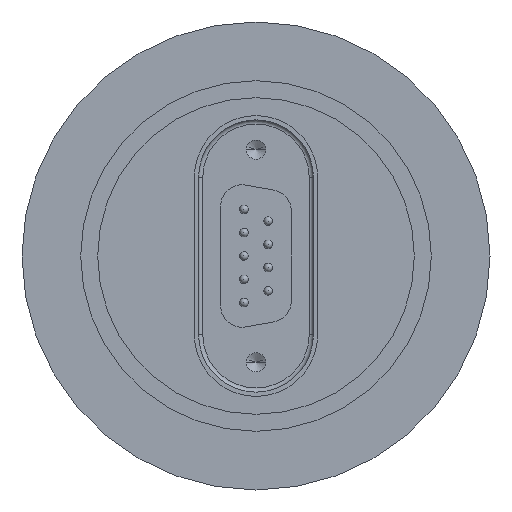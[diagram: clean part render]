
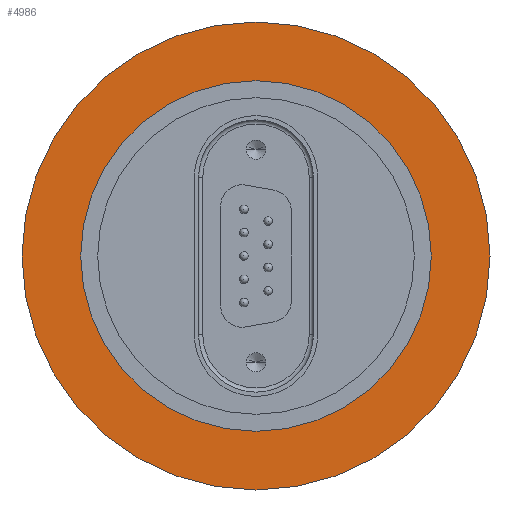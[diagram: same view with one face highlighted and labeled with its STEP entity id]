
A CAD part, left-side view. The second image highlights one B-rep face of the part: STEP entity #4986.
In plain terms, the highlighted planar face has unit normal (-1, 0, 0).
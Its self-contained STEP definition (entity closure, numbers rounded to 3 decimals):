
#175 = CIRCLE ( 'NONE', #8372, 27.5 ) ;
#690 = CARTESIAN_POINT ( 'NONE',  ( 0., 0., -20.6 ) ) ;
#952 = CARTESIAN_POINT ( 'NONE',  ( 0., 0., 0. ) ) ;
#1330 = ORIENTED_EDGE ( 'NONE', *, *, #9138, .F. ) ;
#1368 = VERTEX_POINT ( 'NONE', #690 ) ;
#1662 = CARTESIAN_POINT ( 'NONE',  ( 0., 0., 0. ) ) ;
#1678 = CARTESIAN_POINT ( 'NONE',  ( 0., 0., 27.5 ) ) ;
#1847 = DIRECTION ( 'NONE',  ( -1., 0., 0. ) ) ;
#2133 = DIRECTION ( 'NONE',  ( 0., 0., -1. ) ) ;
#2321 = AXIS2_PLACEMENT_3D ( 'NONE', #6287, #9608, #2133 ) ;
#2518 = EDGE_CURVE ( 'NONE', #9254, #3808, #175, .T. ) ;
#2547 = AXIS2_PLACEMENT_3D ( 'NONE', #1662, #6524, #5002 ) ;
#2813 = AXIS2_PLACEMENT_3D ( 'NONE', #10288, #3685, #7021 ) ;
#3245 = CIRCLE ( 'NONE', #2547, 20.6 ) ;
#3418 = DIRECTION ( 'NONE',  ( -1., 0., 0. ) ) ;
#3535 = CARTESIAN_POINT ( 'NONE',  ( 0., 0., 20.6 ) ) ;
#3685 = DIRECTION ( 'NONE',  ( -1., 0., 0. ) ) ;
#3777 = FACE_OUTER_BOUND ( 'NONE', #5841, .T. ) ;
#3808 = VERTEX_POINT ( 'NONE', #1678 ) ;
#3941 = EDGE_CURVE ( 'NONE', #3808, #9254, #4738, .T. ) ;
#3952 = ORIENTED_EDGE ( 'NONE', *, *, #2518, .T. ) ;
#4738 = CIRCLE ( 'NONE', #2813, 27.5 ) ;
#4986 = ADVANCED_FACE ( 'NONE', ( #5366, #3777 ), #7117, .F. ) ;
#5002 = DIRECTION ( 'NONE',  ( 0., 0., 1. ) ) ;
#5184 = CARTESIAN_POINT ( 'NONE',  ( 0., 0., 0. ) ) ;
#5327 = ORIENTED_EDGE ( 'NONE', *, *, #6789, .F. ) ;
#5366 = FACE_BOUND ( 'NONE', #7679, .T. ) ;
#5841 = EDGE_LOOP ( 'NONE', ( #10649, #3952 ) ) ;
#5949 = DIRECTION ( 'NONE',  ( 0., 0., 1. ) ) ;
#6287 = CARTESIAN_POINT ( 'NONE',  ( 0., 0., -27.5 ) ) ;
#6524 = DIRECTION ( 'NONE',  ( -1., 0., 0. ) ) ;
#6760 = DIRECTION ( 'NONE',  ( 0., 0., 1. ) ) ;
#6789 = EDGE_CURVE ( 'NONE', #8495, #1368, #10032, .T. ) ;
#6907 = AXIS2_PLACEMENT_3D ( 'NONE', #952, #3418, #6760 ) ;
#6961 = CARTESIAN_POINT ( 'NONE',  ( 0., 0., -27.5 ) ) ;
#7021 = DIRECTION ( 'NONE',  ( 0., 0., 1. ) ) ;
#7117 = PLANE ( 'NONE',  #2321 ) ;
#7679 = EDGE_LOOP ( 'NONE', ( #5327, #1330 ) ) ;
#8372 = AXIS2_PLACEMENT_3D ( 'NONE', #5184, #1847, #5949 ) ;
#8495 = VERTEX_POINT ( 'NONE', #3535 ) ;
#9138 = EDGE_CURVE ( 'NONE', #1368, #8495, #3245, .T. ) ;
#9254 = VERTEX_POINT ( 'NONE', #6961 ) ;
#9608 = DIRECTION ( 'NONE',  ( 1., 0., 0. ) ) ;
#10032 = CIRCLE ( 'NONE', #6907, 20.6 ) ;
#10288 = CARTESIAN_POINT ( 'NONE',  ( 0., 0., 0. ) ) ;
#10649 = ORIENTED_EDGE ( 'NONE', *, *, #3941, .T. ) ;
